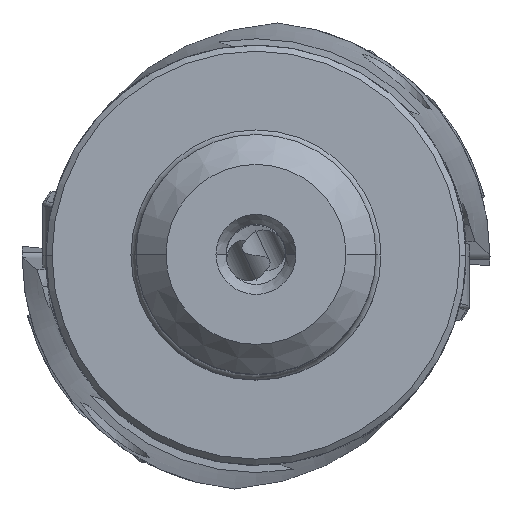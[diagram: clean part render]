
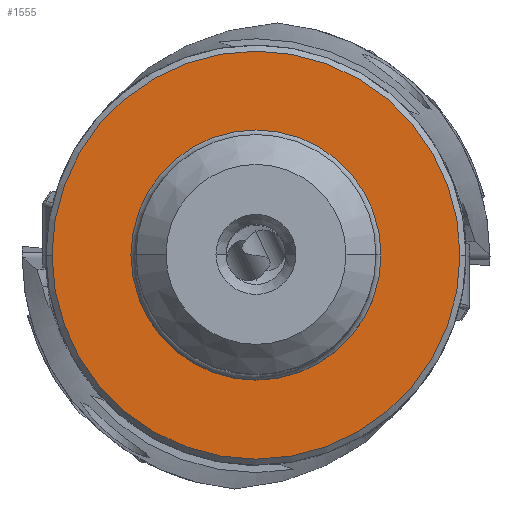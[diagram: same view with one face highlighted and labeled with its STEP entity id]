
A CAD part, top view. The second image highlights one B-rep face of the part: STEP entity #1555.
In plain terms, the highlighted planar face has unit normal (0, 0, 1).
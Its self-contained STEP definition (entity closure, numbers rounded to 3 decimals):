
#393=PLANE('',#8717);
#482=FACE_BOUND('',#2436,.T.);
#483=FACE_BOUND('',#2437,.T.);
#1555=ADVANCED_FACE('',(#482,#483),#393,.T.);
#2436=EDGE_LOOP('',(#4539,#4540,#4541,#4542));
#2437=EDGE_LOOP('',(#4543,#4544));
#2917=CIRCLE('',#8710,6.25);
#2918=CIRCLE('',#8712,10.2);
#2919=CIRCLE('',#8713,10.2);
#2920=CIRCLE('',#8714,10.2);
#2921=CIRCLE('',#8715,10.2);
#2922=CIRCLE('',#8716,6.25);
#4539=ORIENTED_EDGE('',*,*,#7077,.T.);
#4540=ORIENTED_EDGE('',*,*,#7078,.F.);
#4541=ORIENTED_EDGE('',*,*,#7079,.F.);
#4542=ORIENTED_EDGE('',*,*,#7080,.T.);
#4543=ORIENTED_EDGE('',*,*,#7076,.F.);
#4544=ORIENTED_EDGE('',*,*,#7081,.F.);
#6056=VERTEX_POINT('',#16424);
#6057=VERTEX_POINT('',#16426);
#6058=VERTEX_POINT('',#16430);
#6059=VERTEX_POINT('',#16431);
#6060=VERTEX_POINT('',#16433);
#6061=VERTEX_POINT('',#16435);
#7076=EDGE_CURVE('',#6057,#6056,#2917,.T.);
#7077=EDGE_CURVE('',#6058,#6059,#2918,.T.);
#7078=EDGE_CURVE('',#6060,#6059,#2919,.T.);
#7079=EDGE_CURVE('',#6061,#6060,#2920,.T.);
#7080=EDGE_CURVE('',#6061,#6058,#2921,.T.);
#7081=EDGE_CURVE('',#6056,#6057,#2922,.T.);
#8710=AXIS2_PLACEMENT_3D('',#16427,#10410,#10411);
#8712=AXIS2_PLACEMENT_3D('',#16429,#10414,#10415);
#8713=AXIS2_PLACEMENT_3D('',#16432,#10416,#10417);
#8714=AXIS2_PLACEMENT_3D('',#16434,#10418,#10419);
#8715=AXIS2_PLACEMENT_3D('',#16436,#10420,#10421);
#8716=AXIS2_PLACEMENT_3D('',#16437,#10422,#10423);
#8717=AXIS2_PLACEMENT_3D('',#16438,#10424,#10425);
#10410=DIRECTION('',(0.,0.,1.));
#10411=DIRECTION('',(1.,0.,0.));
#10414=DIRECTION('',(0.,0.,1.));
#10415=DIRECTION('',(1.,-0.002,0.));
#10416=DIRECTION('',(0.,0.,-1.));
#10417=DIRECTION('',(1.,-0.002,0.));
#10418=DIRECTION('',(0.,0.,-1.));
#10419=DIRECTION('',(-1.,0.002,0.));
#10420=DIRECTION('',(0.,0.,1.));
#10421=DIRECTION('',(-1.,0.002,0.));
#10422=DIRECTION('',(0.,0.,1.));
#10423=DIRECTION('',(-1.,0.,0.));
#10424=DIRECTION('',(0.,0.,1.));
#10425=DIRECTION('',(1.,0.,0.));
#16424=CARTESIAN_POINT('',(-6.25,0.,0.));
#16426=CARTESIAN_POINT('',(6.25,0.,0.));
#16427=CARTESIAN_POINT('',(0.,0.,0.));
#16429=CARTESIAN_POINT('',(0.,0.,0.));
#16430=CARTESIAN_POINT('',(-10.2,0.,0.));
#16431=CARTESIAN_POINT('',(10.2,-0.016,0.));
#16432=CARTESIAN_POINT('',(0.,0.,0.));
#16433=CARTESIAN_POINT('',(10.2,0.,0.));
#16434=CARTESIAN_POINT('',(0.,0.,0.));
#16435=CARTESIAN_POINT('',(-10.2,0.016,0.));
#16436=CARTESIAN_POINT('',(0.,0.,0.));
#16437=CARTESIAN_POINT('',(0.,0.,0.));
#16438=CARTESIAN_POINT('',(0.,0.,0.));
